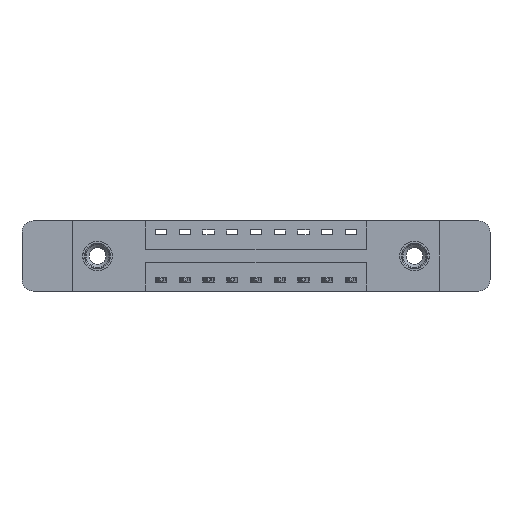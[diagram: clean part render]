
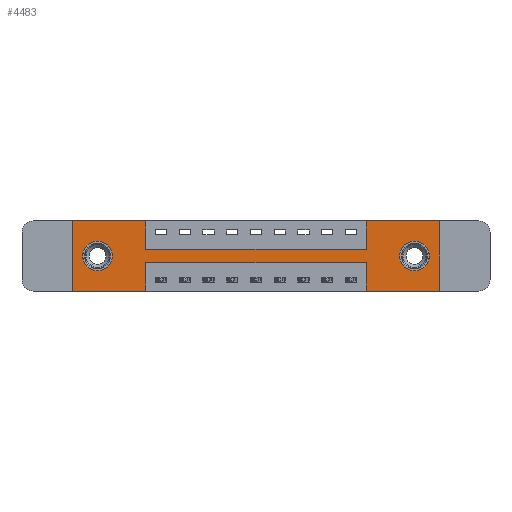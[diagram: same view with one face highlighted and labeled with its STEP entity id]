
A CAD part, front view. The second image highlights one B-rep face of the part: STEP entity #4483.
In plain terms, the highlighted planar face has unit normal (0, -1, 0).
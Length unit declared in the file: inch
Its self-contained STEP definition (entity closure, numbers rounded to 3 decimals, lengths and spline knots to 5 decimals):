
#81 = DIRECTION ( 'NONE',  ( 0., 0., 1. ) ) ;
#123 = VECTOR ( 'NONE', #3303, 39.37008 ) ;
#300 = ORIENTED_EDGE ( 'NONE', *, *, #1341, .F. ) ;
#347 = VERTEX_POINT ( 'NONE', #6155 ) ;
#442 = CARTESIAN_POINT ( 'NONE',  ( 0.1325, 0., -0.185 ) ) ;
#767 = VERTEX_POINT ( 'NONE', #2723 ) ;
#873 = ORIENTED_EDGE ( 'NONE', *, *, #11765, .T. ) ;
#1061 = ORIENTED_EDGE ( 'NONE', *, *, #10442, .T. ) ;
#1090 = VERTEX_POINT ( 'NONE', #15195 ) ;
#1174 = ORIENTED_EDGE ( 'NONE', *, *, #1592, .F. ) ;
#1337 = VERTEX_POINT ( 'NONE', #9521 ) ;
#1341 = EDGE_CURVE ( 'NONE', #347, #10197, #14346, .T. ) ;
#1450 = DIRECTION ( 'NONE',  ( -1., 0., 0. ) ) ;
#1585 = DIRECTION ( 'NONE',  ( 0., 0., 1. ) ) ;
#1592 = EDGE_CURVE ( 'NONE', #3067, #10331, #12309, .T. ) ;
#1647 = EDGE_LOOP ( 'NONE', ( #7966, #300, #11123, #2544, #7274, #4850, #7607, #10040, #1174, #6367, #2320, #15216 ) ) ;
#1688 = CARTESIAN_POINT ( 'NONE',  ( 0.1325, 0., -0.107 ) ) ;
#1821 = VECTOR ( 'NONE', #1450, 39.37008 ) ;
#1944 = VECTOR ( 'NONE', #81, 39.37008 ) ;
#1947 = CARTESIAN_POINT ( 'NONE',  ( 0.3875, 0., -0.15 ) ) ;
#2112 = CARTESIAN_POINT ( 'NONE',  ( 1.5475, 0., 0. ) ) ;
#2156 = VERTEX_POINT ( 'NONE', #10508 ) ;
#2233 = DIRECTION ( 'NONE',  ( 0., 0., -1. ) ) ;
#2320 = ORIENTED_EDGE ( 'NONE', *, *, #15140, .F. ) ;
#2342 = CARTESIAN_POINT ( 'NONE',  ( 0., 0., 0. ) ) ;
#2490 = LINE ( 'NONE', #3120, #4154 ) ;
#2521 = LINE ( 'NONE', #4409, #123 ) ;
#2534 = LINE ( 'NONE', #3131, #3662 ) ;
#2544 = ORIENTED_EDGE ( 'NONE', *, *, #7263, .F. ) ;
#2723 = CARTESIAN_POINT ( 'NONE',  ( 0.1325, 0., -0.263 ) ) ;
#2920 = EDGE_CURVE ( 'NONE', #10681, #347, #4165, .T. ) ;
#3067 = VERTEX_POINT ( 'NONE', #8203 ) ;
#3120 = CARTESIAN_POINT ( 'NONE',  ( 0.3875, 0., -0.37 ) ) ;
#3131 = CARTESIAN_POINT ( 'NONE',  ( 0., 0., 0. ) ) ;
#3178 = DIRECTION ( 'NONE',  ( 1., 0., 0. ) ) ;
#3303 = DIRECTION ( 'NONE',  ( -1., 0., 0. ) ) ;
#3412 = CARTESIAN_POINT ( 'NONE',  ( 1.5475, 0., -0.37 ) ) ;
#3510 = DIRECTION ( 'NONE',  ( 0., 0., -1. ) ) ;
#3530 = VERTEX_POINT ( 'NONE', #13579 ) ;
#3563 = EDGE_LOOP ( 'NONE', ( #873, #8163 ) ) ;
#3662 = VECTOR ( 'NONE', #11382, 39.37008 ) ;
#3764 = CARTESIAN_POINT ( 'NONE',  ( 0., 0., -0.37 ) ) ;
#4007 = VECTOR ( 'NONE', #6794, 39.37008 ) ;
#4154 = VECTOR ( 'NONE', #10103, 39.37008 ) ;
#4165 = LINE ( 'NONE', #3412, #9290 ) ;
#4302 = CARTESIAN_POINT ( 'NONE',  ( 1.935, 0., 0. ) ) ;
#4409 = CARTESIAN_POINT ( 'NONE',  ( 0., 0., -0.37 ) ) ;
#4483 = ADVANCED_FACE ( 'NONE', ( #11887, #8949, #6950 ), #7779, .T. ) ;
#4630 = DIRECTION ( 'NONE',  ( 0., 0., -1. ) ) ;
#4688 = CIRCLE ( 'NONE', #5226, 0.078 ) ;
#4850 = ORIENTED_EDGE ( 'NONE', *, *, #12943, .F. ) ;
#4966 = CARTESIAN_POINT ( 'NONE',  ( 0.3875, 0., -0.15 ) ) ;
#4969 = VECTOR ( 'NONE', #4630, 39.37008 ) ;
#5226 = AXIS2_PLACEMENT_3D ( 'NONE', #12241, #12041, #1585 ) ;
#5362 = DIRECTION ( 'NONE',  ( 0., 0., -1. ) ) ;
#5522 = CIRCLE ( 'NONE', #13795, 0.078 ) ;
#5576 = VECTOR ( 'NONE', #2233, 39.37008 ) ;
#5799 = CARTESIAN_POINT ( 'NONE',  ( 1.8025, 0., -0.185 ) ) ;
#5896 = VECTOR ( 'NONE', #11274, 39.37008 ) ;
#5987 = EDGE_CURVE ( 'NONE', #10331, #3530, #11207, .T. ) ;
#6104 = EDGE_CURVE ( 'NONE', #1090, #3067, #2534, .T. ) ;
#6155 = CARTESIAN_POINT ( 'NONE',  ( 1.5475, 0., -0.22 ) ) ;
#6367 = ORIENTED_EDGE ( 'NONE', *, *, #6104, .F. ) ;
#6650 = LINE ( 'NONE', #2342, #5896 ) ;
#6678 = CIRCLE ( 'NONE', #14876, 0.078 ) ;
#6794 = DIRECTION ( 'NONE',  ( 0., 0., 1. ) ) ;
#6950 = FACE_OUTER_BOUND ( 'NONE', #1647, .T. ) ;
#7033 = CARTESIAN_POINT ( 'NONE',  ( 0.3875, 0., -0.22 ) ) ;
#7036 = VERTEX_POINT ( 'NONE', #15017 ) ;
#7263 = EDGE_CURVE ( 'NONE', #1337, #10681, #8421, .T. ) ;
#7274 = ORIENTED_EDGE ( 'NONE', *, *, #11188, .F. ) ;
#7433 = CARTESIAN_POINT ( 'NONE',  ( 1.8025, 0., -0.107 ) ) ;
#7497 = CIRCLE ( 'NONE', #11007, 0.078 ) ;
#7532 = DIRECTION ( 'NONE',  ( 0., 0., -1. ) ) ;
#7582 = VERTEX_POINT ( 'NONE', #10335 ) ;
#7590 = EDGE_CURVE ( 'NONE', #2156, #7036, #2521, .T. ) ;
#7607 = ORIENTED_EDGE ( 'NONE', *, *, #7649, .F. ) ;
#7649 = EDGE_CURVE ( 'NONE', #3530, #7582, #10621, .T. ) ;
#7779 = PLANE ( 'NONE',  #9648 ) ;
#7966 = ORIENTED_EDGE ( 'NONE', *, *, #9501, .F. ) ;
#8073 = VECTOR ( 'NONE', #3178, 39.37008 ) ;
#8075 = CARTESIAN_POINT ( 'NONE',  ( 1.935, 0., 0. ) ) ;
#8163 = ORIENTED_EDGE ( 'NONE', *, *, #13066, .T. ) ;
#8203 = CARTESIAN_POINT ( 'NONE',  ( 0.3875, 0., 0. ) ) ;
#8375 = CARTESIAN_POINT ( 'NONE',  ( 0., 0., 0. ) ) ;
#8421 = LINE ( 'NONE', #3764, #11182 ) ;
#8515 = CARTESIAN_POINT ( 'NONE',  ( 0.3875, 0., -0.22 ) ) ;
#8932 = ORIENTED_EDGE ( 'NONE', *, *, #9285, .T. ) ;
#8949 = FACE_BOUND ( 'NONE', #11357, .T. ) ;
#9124 = LINE ( 'NONE', #8375, #1944 ) ;
#9274 = DIRECTION ( 'NONE',  ( 0., 1., 0. ) ) ;
#9285 = EDGE_CURVE ( 'NONE', #767, #10543, #7497, .T. ) ;
#9290 = VECTOR ( 'NONE', #11558, 39.37008 ) ;
#9501 = EDGE_CURVE ( 'NONE', #10197, #2156, #2490, .T. ) ;
#9521 = CARTESIAN_POINT ( 'NONE',  ( 1.935, 0., -0.37 ) ) ;
#9648 = AXIS2_PLACEMENT_3D ( 'NONE', #10007, #11316, #5362 ) ;
#9847 = DIRECTION ( 'NONE',  ( 0., 1., 0. ) ) ;
#9976 = VERTEX_POINT ( 'NONE', #14772 ) ;
#10007 = CARTESIAN_POINT ( 'NONE',  ( 0., 0., -0.37 ) ) ;
#10040 = ORIENTED_EDGE ( 'NONE', *, *, #5987, .F. ) ;
#10103 = DIRECTION ( 'NONE',  ( 0., 0., -1. ) ) ;
#10197 = VERTEX_POINT ( 'NONE', #7033 ) ;
#10331 = VERTEX_POINT ( 'NONE', #4966 ) ;
#10335 = CARTESIAN_POINT ( 'NONE',  ( 1.5475, 0., 0. ) ) ;
#10442 = EDGE_CURVE ( 'NONE', #10543, #767, #4688, .T. ) ;
#10508 = CARTESIAN_POINT ( 'NONE',  ( 0.3875, 0., -0.37 ) ) ;
#10543 = VERTEX_POINT ( 'NONE', #1688 ) ;
#10621 = LINE ( 'NONE', #2112, #4007 ) ;
#10681 = VERTEX_POINT ( 'NONE', #13733 ) ;
#11005 = DIRECTION ( 'NONE',  ( 0., 0., 1. ) ) ;
#11007 = AXIS2_PLACEMENT_3D ( 'NONE', #442, #9847, #11005 ) ;
#11123 = ORIENTED_EDGE ( 'NONE', *, *, #2920, .F. ) ;
#11182 = VECTOR ( 'NONE', #13047, 39.37008 ) ;
#11188 = EDGE_CURVE ( 'NONE', #13667, #1337, #14749, .T. ) ;
#11207 = LINE ( 'NONE', #1947, #8073 ) ;
#11274 = DIRECTION ( 'NONE',  ( 1., 0., 0. ) ) ;
#11316 = DIRECTION ( 'NONE',  ( 0., -1., 0. ) ) ;
#11357 = EDGE_LOOP ( 'NONE', ( #1061, #8932 ) ) ;
#11382 = DIRECTION ( 'NONE',  ( 1., 0., 0. ) ) ;
#11558 = DIRECTION ( 'NONE',  ( 0., 0., 1. ) ) ;
#11765 = EDGE_CURVE ( 'NONE', #13004, #9976, #6678, .T. ) ;
#11766 = CARTESIAN_POINT ( 'NONE',  ( 0.3875, 0., 0. ) ) ;
#11887 = FACE_BOUND ( 'NONE', #3563, .T. ) ;
#12041 = DIRECTION ( 'NONE',  ( 0., 1., 0. ) ) ;
#12241 = CARTESIAN_POINT ( 'NONE',  ( 0.1325, 0., -0.185 ) ) ;
#12309 = LINE ( 'NONE', #11766, #4969 ) ;
#12943 = EDGE_CURVE ( 'NONE', #7582, #13667, #6650, .T. ) ;
#13004 = VERTEX_POINT ( 'NONE', #7433 ) ;
#13047 = DIRECTION ( 'NONE',  ( -1., 0., 0. ) ) ;
#13066 = EDGE_CURVE ( 'NONE', #9976, #13004, #5522, .T. ) ;
#13202 = CARTESIAN_POINT ( 'NONE',  ( 1.8025, 0., -0.185 ) ) ;
#13246 = DIRECTION ( 'NONE',  ( 0., 1., 0. ) ) ;
#13579 = CARTESIAN_POINT ( 'NONE',  ( 1.5475, 0., -0.15 ) ) ;
#13667 = VERTEX_POINT ( 'NONE', #4302 ) ;
#13733 = CARTESIAN_POINT ( 'NONE',  ( 1.5475, 0., -0.37 ) ) ;
#13795 = AXIS2_PLACEMENT_3D ( 'NONE', #13202, #13246, #7532 ) ;
#14346 = LINE ( 'NONE', #8515, #1821 ) ;
#14749 = LINE ( 'NONE', #8075, #5576 ) ;
#14772 = CARTESIAN_POINT ( 'NONE',  ( 1.8025, 0., -0.263 ) ) ;
#14876 = AXIS2_PLACEMENT_3D ( 'NONE', #5799, #9274, #3510 ) ;
#15017 = CARTESIAN_POINT ( 'NONE',  ( 0., 0., -0.37 ) ) ;
#15140 = EDGE_CURVE ( 'NONE', #7036, #1090, #9124, .T. ) ;
#15195 = CARTESIAN_POINT ( 'NONE',  ( 0., 0., 0. ) ) ;
#15216 = ORIENTED_EDGE ( 'NONE', *, *, #7590, .F. ) ;
